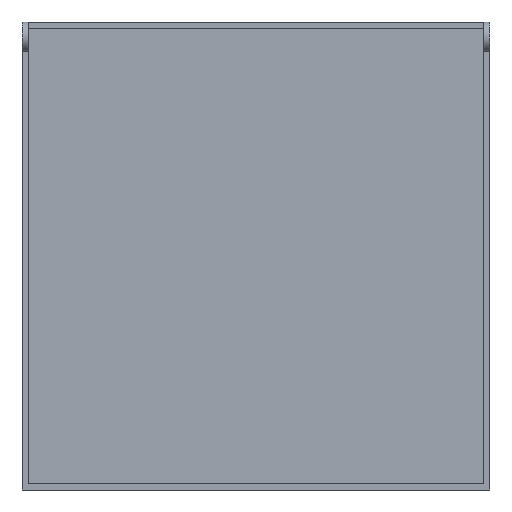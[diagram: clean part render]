
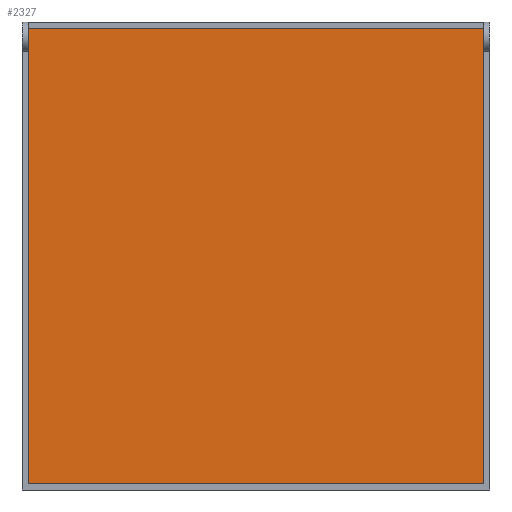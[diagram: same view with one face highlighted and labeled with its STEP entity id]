
A CAD part, front view. The second image highlights one B-rep face of the part: STEP entity #2327.
In plain terms, the highlighted planar face has unit normal (0, -1, 0).
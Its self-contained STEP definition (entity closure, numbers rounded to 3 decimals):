
#2288=CARTESIAN_POINT('POINT142',(23.495,-74.422,-17.145)
   );
#2289=VERTEX_POINT('VERTEX142',#2288);
#2290=CARTESIAN_POINT('POINT143',(23.495,-74.422,29.845))
   ;
#2291=VERTEX_POINT('VERTEX143',#2290);
#2292=CARTESIAN_POINT('POS247',(23.495,-74.422,6.35));
#2293=DIRECTION('DIR337',(0.,0.,1.));
#2294=VECTOR('VEC157',#2293,25.4);
#2295=LINE('STRAIGHT157',#2292,#2294);
#2296=EDGE_CURVE('EDGE212',#2289,#2291,#2295,.T.);
#2297=ORIENTED_EDGE('COEDGE412',*,*,#2296,.T.);
#2298=CARTESIAN_POINT('POINT144',(-23.495,-74.422,29.845)
   );
#2299=VERTEX_POINT('VERTEX144',#2298);
#2300=CARTESIAN_POINT('POS248',(0.,-74.422,29.845));
#2301=DIRECTION('DIR338',(-1.,0.,0.));
#2302=VECTOR('VEC158',#2301,25.4);
#2303=LINE('STRAIGHT158',#2300,#2302);
#2304=EDGE_CURVE('EDGE213',#2291,#2299,#2303,.T.);
#2305=ORIENTED_EDGE('COEDGE413',*,*,#2304,.T.);
#2306=CARTESIAN_POINT('POINT145',(-23.495,-74.422,-17.145
   ));
#2307=VERTEX_POINT('VERTEX145',#2306);
#2308=CARTESIAN_POINT('POS249',(-23.495,-74.422,6.35));
#2309=DIRECTION('DIR339',(0.,0.,-1.));
#2310=VECTOR('VEC159',#2309,25.4);
#2311=LINE('STRAIGHT159',#2308,#2310);
#2312=EDGE_CURVE('EDGE214',#2299,#2307,#2311,.T.);
#2313=ORIENTED_EDGE('COEDGE414',*,*,#2312,.T.);
#2314=CARTESIAN_POINT('POS250',(0.,-74.422,-17.145));
#2315=DIRECTION('DIR340',(1.,0.,0.));
#2316=VECTOR('VEC160',#2315,25.4);
#2317=LINE('STRAIGHT160',#2314,#2316);
#2318=EDGE_CURVE('EDGE215',#2307,#2289,#2317,.T.);
#2319=ORIENTED_EDGE('COEDGE415',*,*,#2318,.T.);
#2320=EDGE_LOOP('NONE',(#2297,#2305,#2313,#2319));
#2321=FACE_BOUND('LOOP1',#2320,.T.);
#2322=CARTESIAN_POINT('POS251',(0.,-74.422,6.35));
#2323=DIRECTION('DIR341',(0.,-1.,0.));
#2324=DIRECTION('DIR342',(1.,0.,0.));
#2325=AXIS2_PLACEMENT_3D('AXIS91',#2322,#2323,#2324);
#2326=PLANE('PLANE47',#2325);
#2327=ADVANCED_FACE('FACE92',(#2321),#2326,.T.);
